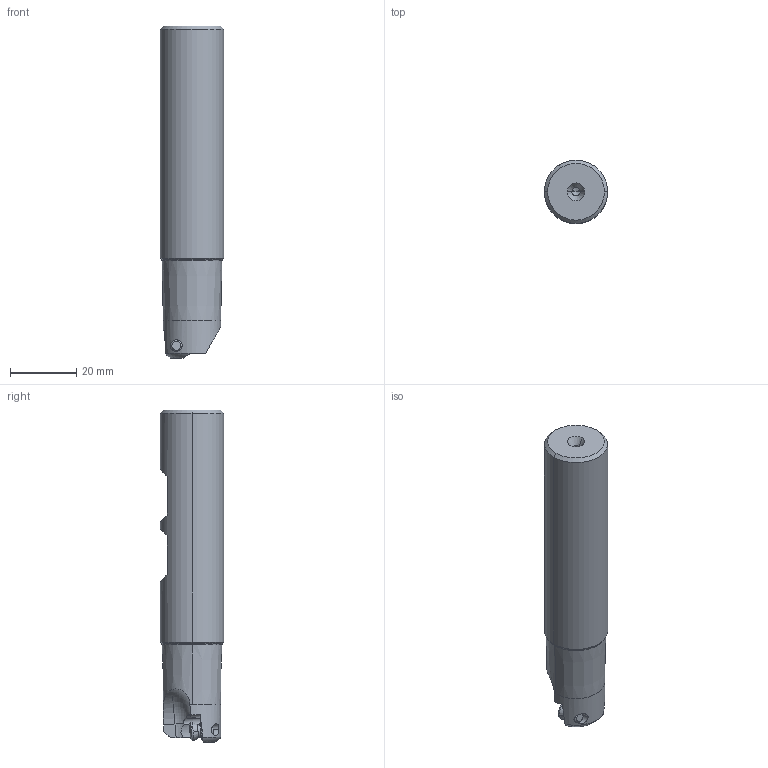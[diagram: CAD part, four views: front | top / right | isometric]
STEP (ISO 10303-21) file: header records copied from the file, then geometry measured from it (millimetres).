
FILE_DESCRIPTION((''),'2;1');
FILE_NAME('BRP4UNR121W12_ASM','2021-08-05T15:25:10',('tlyw01'),('PTC Japan'),'CREO PARAMETRIC BY PTC INC, 2018500','CREO PARAMETRIC BY PTC INC, 2018500','');
FILE_SCHEMA(('AUTOMOTIVE_DESIGN { 1 0 10303 214 1 1 1 1 }'));
Length unit declared in the file: millimetre
Products named in the file (3): BRP4UNR121W12_1; BRP4UNR121W12_2; BRP4UNR121W12_ASM
Assembly tree (2 placements, depth 2):
  BRP4UNR121W12_ASM
    BRP4UNR121W12_1
    BRP4UNR121W12_2
Bounding box: 19.05 x 19.05 x 99.88 mm (x, y, z)
Volume: 25340.4 mm3; surface area: 6416.2 mm2
Topology: 2 solids, 2 shells, 97 faces, 275 edges, 183 vertices
Faces by surface type: cylinder 39, plane 27, cone 18, torus 9, bspline 2, sphere 2
Entity records: 4812 total; most frequent: CARTESIAN_POINT 1271, ORIENTED_EDGE 542, DIRECTION 540, PRESENTATION_STYLE_ASSIGNMENT 277, STYLED_ITEM 277, CURVE_STYLE 275, EDGE_CURVE 271, AXIS2_PLACEMENT_3D 226
